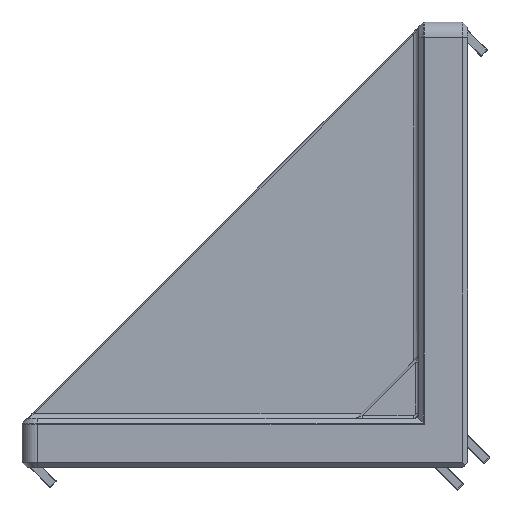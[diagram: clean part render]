
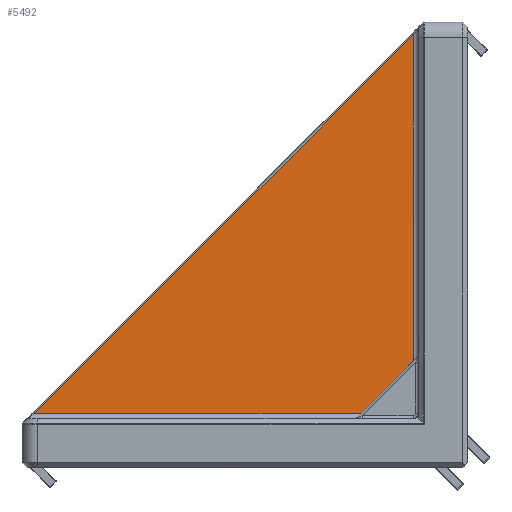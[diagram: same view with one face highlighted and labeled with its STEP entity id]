
A CAD part, top view. The second image highlights one B-rep face of the part: STEP entity #5492.
In plain terms, the highlighted planar face has unit normal (0, 0, 1).
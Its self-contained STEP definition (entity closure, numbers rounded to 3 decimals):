
#5461=CARTESIAN_POINT('',(-43.,43.,-15.));
#5462=DIRECTION('',(0.0,0.0,-1.0));
#5463=DIRECTION('',(-1.0,0.0,0.0));
#5464=AXIS2_PLACEMENT_3D('',#5461,#5462,#5463);
#5465=PLANE('',#5464);
#5466=CARTESIAN_POINT('',(-10.5,10.5,-15.));
#5467=VERTEX_POINT('',#5466);
#5468=CARTESIAN_POINT('',(-10.5,83.576,-15.));
#5469=VERTEX_POINT('',#5468);
#5470=CARTESIAN_POINT('',(-10.5,10.5,-15.));
#5471=DIRECTION('',(0.0,1.0,0.0));
#5472=VECTOR('',#5471,73.076);
#5473=LINE('',#5470,#5472);
#5474=EDGE_CURVE('',#5467,#5469,#5473,.T.);
#5475=ORIENTED_EDGE('',*,*,#5474,.T.);
#5476=CARTESIAN_POINT('',(-83.576,10.5,-15.));
#5477=VERTEX_POINT('',#5476);
#5478=CARTESIAN_POINT('',(-10.5,83.576,-15.));
#5479=DIRECTION('',(-0.707,-0.707,0.0));
#5480=VECTOR('',#5479,103.345);
#5481=LINE('',#5478,#5480);
#5482=EDGE_CURVE('',#5469,#5477,#5481,.T.);
#5483=ORIENTED_EDGE('',*,*,#5482,.T.);
#5484=CARTESIAN_POINT('',(-83.576,10.5,-15.));
#5485=DIRECTION('',(1.0,0.0,0.0));
#5486=VECTOR('',#5485,73.076);
#5487=LINE('',#5484,#5486);
#5488=EDGE_CURVE('',#5477,#5467,#5487,.T.);
#5489=ORIENTED_EDGE('',*,*,#5488,.T.);
#5490=EDGE_LOOP('',(#5475,#5483,#5489));
#5491=FACE_OUTER_BOUND('',#5490,.T.);
#5492=ADVANCED_FACE('',(#5491),#5465,.F.);
